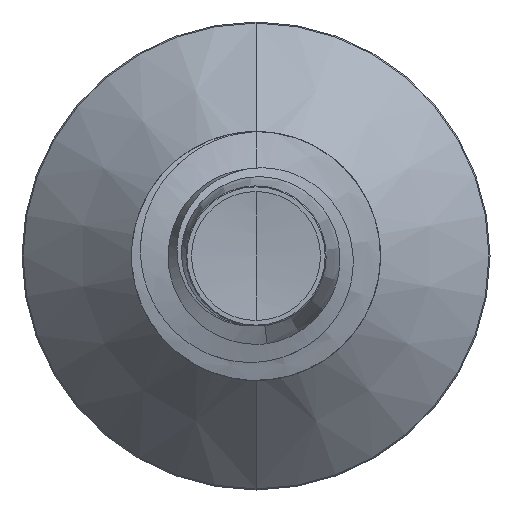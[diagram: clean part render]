
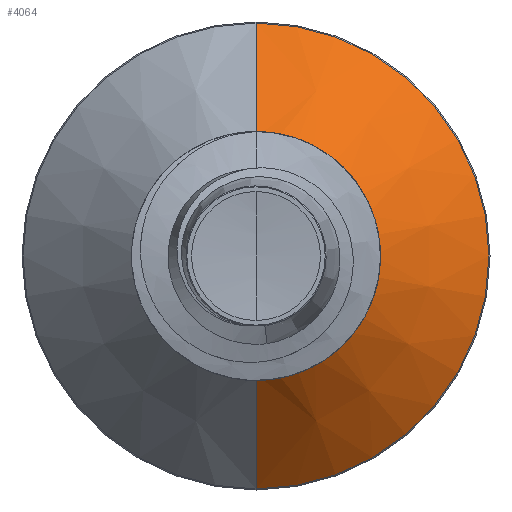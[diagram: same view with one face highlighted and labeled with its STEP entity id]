
A CAD part, front view. The second image highlights one B-rep face of the part: STEP entity #4064.
In plain terms, the highlighted conical face has half-angle 45 degrees and reference radius 1.189 mm.
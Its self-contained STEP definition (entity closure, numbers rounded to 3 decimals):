
#230 = AXIS2_PLACEMENT_3D ( 'NONE', #7822, #8294, #17007 ) ;
#540 = AXIS2_PLACEMENT_3D ( 'NONE', #2755, #2699, #2647 ) ;
#962 = CARTESIAN_POINT ( 'NONE',  ( 0., 7.439, -2.339 ) ) ;
#1281 = VERTEX_POINT ( 'NONE', #8177 ) ;
#1322 = EDGE_CURVE ( 'NONE', #7461, #15346, #2860, .T. ) ;
#2647 = DIRECTION ( 'NONE',  ( 0., 0., 1. ) ) ;
#2699 = DIRECTION ( 'NONE',  ( 0., 1., 0. ) ) ;
#2755 = CARTESIAN_POINT ( 'NONE',  ( 0., 6.289, 0. ) ) ;
#2860 = CIRCLE ( 'NONE', #230, 2.339 ) ;
#3598 = AXIS2_PLACEMENT_3D ( 'NONE', #9645, #9752, #9620 ) ;
#3921 = CARTESIAN_POINT ( 'NONE',  ( 0., 7.439, 2.339 ) ) ;
#4064 = ADVANCED_FACE ( 'NONE', ( #5225 ), #14262, .T. ) ;
#4677 = ORIENTED_EDGE ( 'NONE', *, *, #1322, .F. ) ;
#5225 = FACE_OUTER_BOUND ( 'NONE', #12429, .T. ) ;
#5852 = EDGE_CURVE ( 'NONE', #15813, #7461, #15202, .T. ) ;
#6118 = ORIENTED_EDGE ( 'NONE', *, *, #8849, .T. ) ;
#7014 = LINE ( 'NONE', #7463, #14061 ) ;
#7461 = VERTEX_POINT ( 'NONE', #3921 ) ;
#7463 = CARTESIAN_POINT ( 'NONE',  ( 0., 6.289, -1.189 ) ) ;
#7822 = CARTESIAN_POINT ( 'NONE',  ( 0., 7.439, 0. ) ) ;
#8020 = DIRECTION ( 'NONE',  ( 0., 0.707, -0.707 ) ) ;
#8177 = CARTESIAN_POINT ( 'NONE',  ( 0., 6.289, -1.189 ) ) ;
#8294 = DIRECTION ( 'NONE',  ( 0., 1., 0. ) ) ;
#8849 = EDGE_CURVE ( 'NONE', #1281, #15346, #7014, .T. ) ;
#9620 = DIRECTION ( 'NONE',  ( 0., 0., 1. ) ) ;
#9645 = CARTESIAN_POINT ( 'NONE',  ( 0., 6.289, 0. ) ) ;
#9752 = DIRECTION ( 'NONE',  ( 0., 1., 0. ) ) ;
#10019 = ORIENTED_EDGE ( 'NONE', *, *, #14219, .T. ) ;
#11646 = VECTOR ( 'NONE', #13261, 1000. ) ;
#12013 = CIRCLE ( 'NONE', #540, 1.189 ) ;
#12352 = CARTESIAN_POINT ( 'NONE',  ( 0., 6.289, 1.189 ) ) ;
#12429 = EDGE_LOOP ( 'NONE', ( #10019, #6118, #4677, #15084 ) ) ;
#13261 = DIRECTION ( 'NONE',  ( 0., 0.707, 0.707 ) ) ;
#13282 = CARTESIAN_POINT ( 'NONE',  ( 0., 6.289, 1.189 ) ) ;
#14061 = VECTOR ( 'NONE', #8020, 1000. ) ;
#14219 = EDGE_CURVE ( 'NONE', #15813, #1281, #12013, .T. ) ;
#14262 = CONICAL_SURFACE ( 'NONE', #3598, 1.189, 0.785 ) ;
#15084 = ORIENTED_EDGE ( 'NONE', *, *, #5852, .F. ) ;
#15202 = LINE ( 'NONE', #13282, #11646 ) ;
#15346 = VERTEX_POINT ( 'NONE', #962 ) ;
#15813 = VERTEX_POINT ( 'NONE', #12352 ) ;
#17007 = DIRECTION ( 'NONE',  ( 0., 0., 1. ) ) ;
